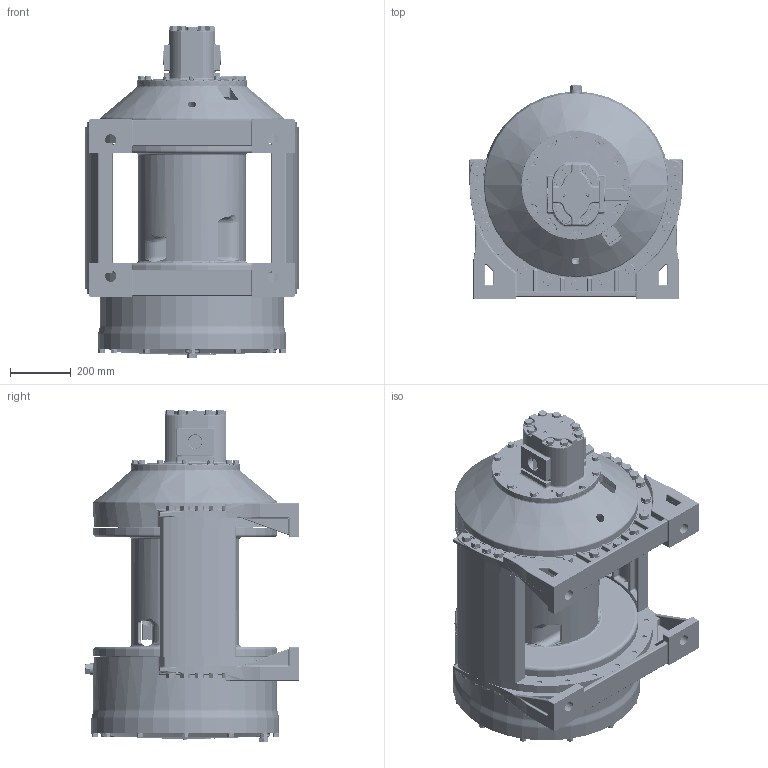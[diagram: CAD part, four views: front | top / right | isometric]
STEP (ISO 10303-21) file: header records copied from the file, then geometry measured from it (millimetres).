
FILE_DESCRIPTION((''),'2;1');
FILE_NAME('TWG-TEMP','2020-10-11T22:10:25',('Administrator'),(''),'CREO PARAMETRIC BY PTC INC, 2019030','CREO PARAMETRIC BY PTC INC, 2019030','');
FILE_SCHEMA(('AUTOMOTIVE_DESIGN { 1 0 10303 214 1 1 1 1 }'));
Length unit declared in the file: inch
Products named in the file (1): TWG-TEMP
Bounding box: 698.5 x 699.57 x 1088.72 mm (x, y, z)
Volume: 523.6 mm3; surface area: 8153766.5 mm2
Topology: 1 solids, 365 shells, 5347 faces, 16466 edges, 11104 vertices
Faces by surface type: cylinder 1616, plane 1460, bspline 753, torus 693, cone 665, sphere 125, extrusion 35
Entity records: 314348 total; most frequent: CARTESIAN_POINT 143349, ORIENTED_EDGE 27330, DIRECTION 24615, EDGE_CURVE 16161, VERTEX_POINT 11104, AXIS2_PLACEMENT_3D 9571, EDGE_LOOP 5904, B_SPLINE_CURVE_WITH_KNOTS 5759
